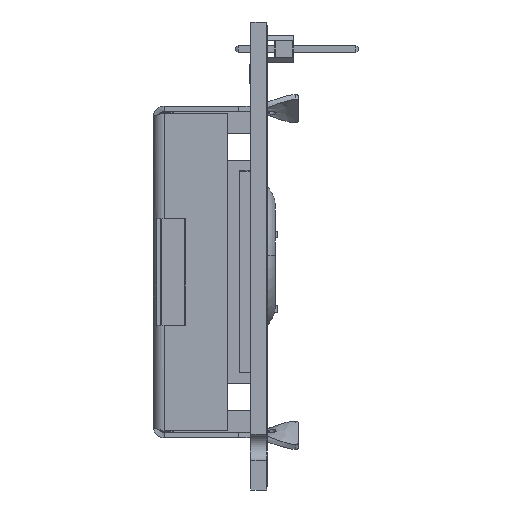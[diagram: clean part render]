
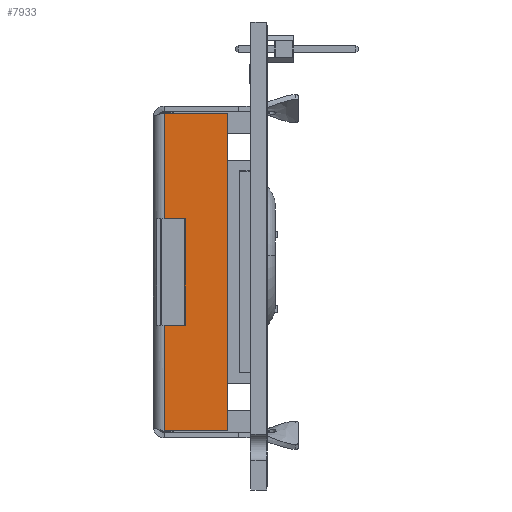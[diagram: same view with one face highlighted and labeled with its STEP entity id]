
A CAD part, left-side view. The second image highlights one B-rep face of the part: STEP entity #7933.
In plain terms, the highlighted planar face has unit normal (-1, 0, 0).
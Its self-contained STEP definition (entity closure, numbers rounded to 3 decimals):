
#7933=ADVANCED_FACE('',(#10311),#9196,.T.);
#9196=PLANE('',#38069);
#10311=FACE_OUTER_BOUND('',#11577,.T.);
#11577=EDGE_LOOP('',(#13415,#13416,#13417,#13418,#13419,#13420,#13421,#13422));
#13415=ORIENTED_EDGE('',*,*,#22373,.T.);
#13416=ORIENTED_EDGE('',*,*,#22377,.F.);
#13417=ORIENTED_EDGE('',*,*,#22383,.T.);
#13418=ORIENTED_EDGE('',*,*,#22369,.T.);
#13419=ORIENTED_EDGE('',*,*,#22366,.T.);
#13420=ORIENTED_EDGE('',*,*,#22363,.F.);
#13421=ORIENTED_EDGE('',*,*,#22382,.T.);
#13422=ORIENTED_EDGE('',*,*,#22386,.T.);
#20037=VERTEX_POINT('',#46341);
#20039=VERTEX_POINT('',#46347);
#20041=VERTEX_POINT('',#46353);
#20043=VERTEX_POINT('',#46359);
#20046=VERTEX_POINT('',#46369);
#20047=VERTEX_POINT('',#46371);
#20050=VERTEX_POINT('',#46378);
#20053=VERTEX_POINT('',#46433);
#22363=EDGE_CURVE('',#20037,#20039,#25732,.T.);
#22366=EDGE_CURVE('',#20041,#20039,#25735,.T.);
#22369=EDGE_CURVE('',#20043,#20041,#25738,.T.);
#22373=EDGE_CURVE('',#20047,#20046,#25740,.T.);
#22377=EDGE_CURVE('',#20050,#20046,#25744,.T.);
#22382=EDGE_CURVE('',#20037,#20053,#25747,.T.);
#22383=EDGE_CURVE('',#20050,#20043,#25748,.T.);
#22386=EDGE_CURVE('',#20053,#20047,#25750,.T.);
#25732=LINE('',#46350,#28613);
#25735=LINE('',#46356,#28616);
#25738=LINE('',#46362,#28619);
#25740=LINE('',#46370,#28621);
#25744=LINE('',#46379,#28625);
#25747=LINE('',#46432,#28628);
#25748=LINE('',#46434,#28629);
#25750=LINE('',#46442,#28631);
#28613=VECTOR('',#40025,1.);
#28616=VECTOR('',#40030,1.);
#28619=VECTOR('',#40035,1.);
#28621=VECTOR('',#40045,1.);
#28625=VECTOR('',#40051,1.);
#28628=VECTOR('',#40056,1.);
#28629=VECTOR('',#40057,1.);
#28631=VECTOR('',#40061,1.);
#38069=AXIS2_PLACEMENT_3D('',#46443,#40062,#40063);
#40025=DIRECTION('',(0.,-1.,0.));
#40030=DIRECTION('',(0.,0.,-1.));
#40035=DIRECTION('',(0.,-1.,0.));
#40045=DIRECTION('',(0.,0.,1.));
#40051=DIRECTION('',(0.,-1.,0.));
#40056=DIRECTION('',(0.,0.,-1.));
#40057=DIRECTION('',(0.,0.,-1.));
#40061=DIRECTION('',(0.,-1.,0.));
#40062=DIRECTION('',(-1.,0.,0.));
#40063=DIRECTION('',(0.,0.,-1.));
#46341=CARTESIAN_POINT('',(-35.6,-1.,-5.));
#46347=CARTESIAN_POINT('',(-35.6,-2.982,-5.));
#46350=CARTESIAN_POINT('',(-35.6,-1.,-5.));
#46353=CARTESIAN_POINT('',(-35.6,-2.982,5.));
#46356=CARTESIAN_POINT('',(-35.6,-2.982,5.));
#46359=CARTESIAN_POINT('',(-35.6,-1.,5.));
#46362=CARTESIAN_POINT('',(-35.6,-1.,5.));
#46369=CARTESIAN_POINT('',(-35.6,-7.,14.923));
#46370=CARTESIAN_POINT('',(-35.6,-7.,-14.923));
#46371=CARTESIAN_POINT('',(-35.6,-7.,-14.923));
#46378=CARTESIAN_POINT('',(-35.6,-1.,14.923));
#46379=CARTESIAN_POINT('',(-35.6,-1.,14.923));
#46432=CARTESIAN_POINT('',(-35.6,-1.,-5.));
#46433=CARTESIAN_POINT('',(-35.6,-1.,-14.923));
#46434=CARTESIAN_POINT('',(-35.6,-1.,14.923));
#46442=CARTESIAN_POINT('',(-35.6,-1.,-14.923));
#46443=CARTESIAN_POINT('',(-35.6,0.,-14.6));
